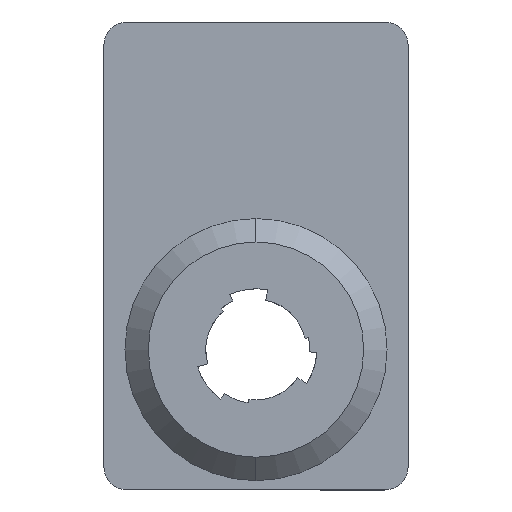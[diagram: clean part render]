
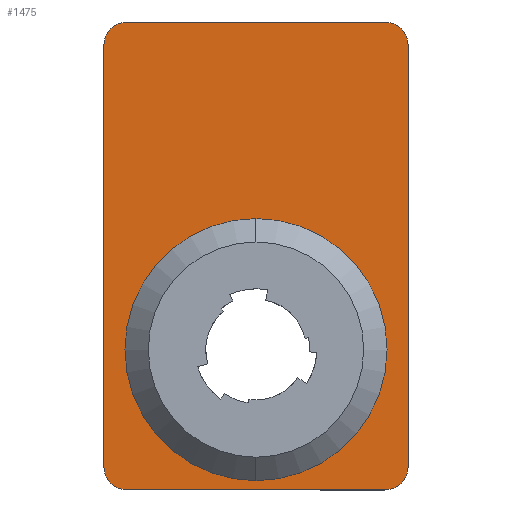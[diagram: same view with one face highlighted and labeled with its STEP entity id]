
A CAD part, front view. The second image highlights one B-rep face of the part: STEP entity #1475.
In plain terms, the highlighted planar face has unit normal (0, -1, 0).
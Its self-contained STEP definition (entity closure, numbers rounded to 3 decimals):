
#1 = PLANE ( 'NONE',  #406 ) ;
#16 = CIRCLE ( 'NONE', #1114, 5. ) ;
#42 = CIRCLE ( 'NONE', #1142, 5. ) ;
#92 = AXIS2_PLACEMENT_3D ( 'NONE', #1166, #1769, #414 ) ;
#103 = CARTESIAN_POINT ( 'NONE',  ( 0., 0., 28. ) ) ;
#175 = ORIENTED_EDGE ( 'NONE', *, *, #373, .F. ) ;
#202 = DIRECTION ( 'NONE',  ( 0., 0., 1. ) ) ;
#217 = CARTESIAN_POINT ( 'NONE',  ( 32.5, 0., -30. ) ) ;
#221 = VERTEX_POINT ( 'NONE', #1161 ) ;
#249 = VERTEX_POINT ( 'NONE', #269 ) ;
#253 = CIRCLE ( 'NONE', #1362, 28. ) ;
#269 = CARTESIAN_POINT ( 'NONE',  ( 27.5, 0., 70. ) ) ;
#287 = ORIENTED_EDGE ( 'NONE', *, *, #965, .T. ) ;
#300 = VERTEX_POINT ( 'NONE', #103 ) ;
#314 = VERTEX_POINT ( 'NONE', #402 ) ;
#331 = LINE ( 'NONE', #941, #982 ) ;
#342 = EDGE_CURVE ( 'NONE', #300, #221, #1783, .T. ) ;
#373 = EDGE_CURVE ( 'NONE', #909, #1936, #1188, .T. ) ;
#375 = ORIENTED_EDGE ( 'NONE', *, *, #1250, .F. ) ;
#379 = DIRECTION ( 'NONE',  ( 0., -1., 0. ) ) ;
#391 = CARTESIAN_POINT ( 'NONE',  ( -27.5, 0., -25. ) ) ;
#395 = DIRECTION ( 'NONE',  ( -1., 0., 0. ) ) ;
#402 = CARTESIAN_POINT ( 'NONE',  ( 32.5, 0., 65. ) ) ;
#406 = AXIS2_PLACEMENT_3D ( 'NONE', #605, #1202, #1803 ) ;
#414 = DIRECTION ( 'NONE',  ( 0., 0., 1. ) ) ;
#436 = DIRECTION ( 'NONE',  ( 0., 0., 1. ) ) ;
#462 = ORIENTED_EDGE ( 'NONE', *, *, #841, .F. ) ;
#492 = VECTOR ( 'NONE', #436, 1000. ) ;
#503 = CARTESIAN_POINT ( 'NONE',  ( -27.5, 0., 65. ) ) ;
#549 = EDGE_CURVE ( 'NONE', #314, #249, #1211, .T. ) ;
#573 = EDGE_CURVE ( 'NONE', #1720, #1936, #16, .T. ) ;
#598 = DIRECTION ( 'NONE',  ( 0., 1., 0. ) ) ;
#605 = CARTESIAN_POINT ( 'NONE',  ( 0., 0., 0. ) ) ;
#617 = EDGE_CURVE ( 'NONE', #900, #633, #1275, .T. ) ;
#633 = VERTEX_POINT ( 'NONE', #1736 ) ;
#725 = CARTESIAN_POINT ( 'NONE',  ( 27.5, 0., -30. ) ) ;
#750 = FACE_BOUND ( 'NONE', #1068, .T. ) ;
#815 = CARTESIAN_POINT ( 'NONE',  ( -32.5, 0., 65. ) ) ;
#823 = DIRECTION ( 'NONE',  ( 0., 0., -1. ) ) ;
#841 = EDGE_CURVE ( 'NONE', #900, #1815, #1149, .T. ) ;
#900 = VERTEX_POINT ( 'NONE', #725 ) ;
#909 = VERTEX_POINT ( 'NONE', #1322 ) ;
#911 = ORIENTED_EDGE ( 'NONE', *, *, #1879, .F. ) ;
#941 = CARTESIAN_POINT ( 'NONE',  ( -32.5, 0., 70. ) ) ;
#953 = CARTESIAN_POINT ( 'NONE',  ( 27.5, 0., 65. ) ) ;
#965 = EDGE_CURVE ( 'NONE', #221, #300, #253, .T. ) ;
#982 = VECTOR ( 'NONE', #1543, 1000. ) ;
#984 = DIRECTION ( 'NONE',  ( 0., 0., 1. ) ) ;
#997 = DIRECTION ( 'NONE',  ( 0., -1., 0. ) ) ;
#1047 = ORIENTED_EDGE ( 'NONE', *, *, #549, .T. ) ;
#1068 = EDGE_LOOP ( 'NONE', ( #1679, #287 ) ) ;
#1109 = DIRECTION ( 'NONE',  ( 0., -1., 0. ) ) ;
#1114 = AXIS2_PLACEMENT_3D ( 'NONE', #503, #1109, #1709 ) ;
#1142 = AXIS2_PLACEMENT_3D ( 'NONE', #391, #997, #1596 ) ;
#1149 = LINE ( 'NONE', #1747, #1298 ) ;
#1161 = CARTESIAN_POINT ( 'NONE',  ( 0., 0., -28. ) ) ;
#1166 = CARTESIAN_POINT ( 'NONE',  ( 0., 0., 0. ) ) ;
#1188 = LINE ( 'NONE', #1790, #492 ) ;
#1195 = DIRECTION ( 'NONE',  ( 0., 0., 1. ) ) ;
#1202 = DIRECTION ( 'NONE',  ( 0., 1., 0. ) ) ;
#1211 = CIRCLE ( 'NONE', #1460, 5. ) ;
#1250 = EDGE_CURVE ( 'NONE', #314, #633, #1574, .T. ) ;
#1275 = CIRCLE ( 'NONE', #1527, 5. ) ;
#1298 = VECTOR ( 'NONE', #395, 1000. ) ;
#1322 = CARTESIAN_POINT ( 'NONE',  ( -32.5, 0., -25. ) ) ;
#1334 = EDGE_CURVE ( 'NONE', #909, #1815, #42, .T. ) ;
#1350 = FACE_OUTER_BOUND ( 'NONE', #1710, .T. ) ;
#1351 = CARTESIAN_POINT ( 'NONE',  ( -27.5, 0., -30. ) ) ;
#1356 = ORIENTED_EDGE ( 'NONE', *, *, #573, .T. ) ;
#1362 = AXIS2_PLACEMENT_3D ( 'NONE', #1944, #598, #1195 ) ;
#1460 = AXIS2_PLACEMENT_3D ( 'NONE', #953, #1559, #202 ) ;
#1475 = ADVANCED_FACE ( 'NONE', ( #750, #1350 ), #1, .F. ) ;
#1508 = ORIENTED_EDGE ( 'NONE', *, *, #1334, .T. ) ;
#1527 = AXIS2_PLACEMENT_3D ( 'NONE', #1728, #379, #984 ) ;
#1543 = DIRECTION ( 'NONE',  ( 1., 0., 0. ) ) ;
#1559 = DIRECTION ( 'NONE',  ( 0., -1., 0. ) ) ;
#1574 = LINE ( 'NONE', #217, #1584 ) ;
#1581 = CARTESIAN_POINT ( 'NONE',  ( -27.5, 0., 70. ) ) ;
#1584 = VECTOR ( 'NONE', #823, 1000. ) ;
#1596 = DIRECTION ( 'NONE',  ( 0., 0., 1. ) ) ;
#1637 = ORIENTED_EDGE ( 'NONE', *, *, #617, .T. ) ;
#1679 = ORIENTED_EDGE ( 'NONE', *, *, #342, .T. ) ;
#1709 = DIRECTION ( 'NONE',  ( 0., 0., 1. ) ) ;
#1710 = EDGE_LOOP ( 'NONE', ( #911, #1356, #175, #1508, #462, #1637, #375, #1047 ) ) ;
#1720 = VERTEX_POINT ( 'NONE', #1581 ) ;
#1728 = CARTESIAN_POINT ( 'NONE',  ( 27.5, 0., -25. ) ) ;
#1736 = CARTESIAN_POINT ( 'NONE',  ( 32.5, 0., -25. ) ) ;
#1747 = CARTESIAN_POINT ( 'NONE',  ( -32.5, 0., -30. ) ) ;
#1769 = DIRECTION ( 'NONE',  ( 0., 1., 0. ) ) ;
#1783 = CIRCLE ( 'NONE', #92, 28. ) ;
#1790 = CARTESIAN_POINT ( 'NONE',  ( -32.5, 0., -30. ) ) ;
#1803 = DIRECTION ( 'NONE',  ( 0., 0., 1. ) ) ;
#1815 = VERTEX_POINT ( 'NONE', #1351 ) ;
#1879 = EDGE_CURVE ( 'NONE', #1720, #249, #331, .T. ) ;
#1936 = VERTEX_POINT ( 'NONE', #815 ) ;
#1944 = CARTESIAN_POINT ( 'NONE',  ( 0., 0., 0. ) ) ;
